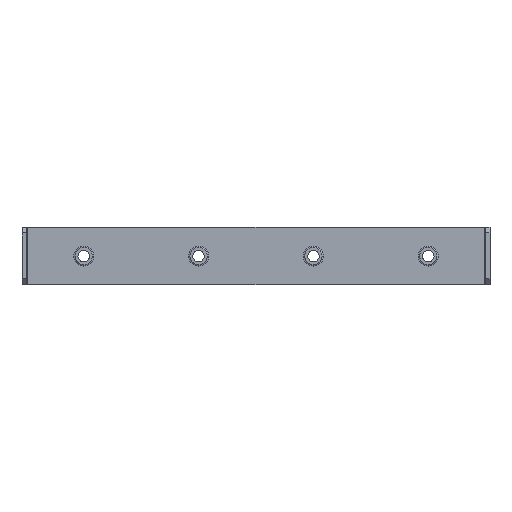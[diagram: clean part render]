
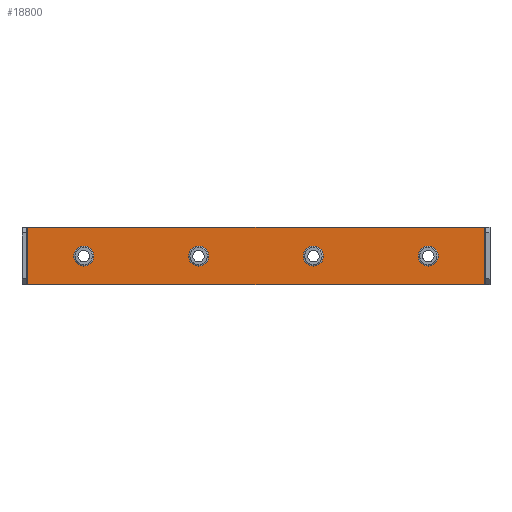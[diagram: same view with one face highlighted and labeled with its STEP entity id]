
A CAD part, top view. The second image highlights one B-rep face of the part: STEP entity #18800.
In plain terms, the highlighted planar face has unit normal (0, 0, 1).
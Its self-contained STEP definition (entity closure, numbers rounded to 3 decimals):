
#600=CARTESIAN_POINT('',(-79.,8.4,-13.2));
#610=VERTEX_POINT('',#600);
#640=CARTESIAN_POINT('',(-18.,8.4,-13.2));
#650=DIRECTION('',(-1.,0.,0.));
#660=VECTOR('',#650,1.);
#670=LINE('',#640,#660);
#680=CARTESIAN_POINT('',(80.,8.4,-13.2));
#690=VERTEX_POINT('',#680);
#700=EDGE_CURVE('',#690,#610,#670,.T.);
#15150=CARTESIAN_POINT('',(-79.,28.4,-13.2));
#15160=VERTEX_POINT('',#15150);
#15190=CARTESIAN_POINT('',(-79.,22.324,-13.2));
#15200=DIRECTION('',(0.,-1.,0.));
#15210=VECTOR('',#15200,1.);
#15220=LINE('',#15190,#15210);
#15230=EDGE_CURVE('',#15160,#610,#15220,.T.);
#17570=CARTESIAN_POINT('',(-59.5,18.4,-13.2));
#17580=DIRECTION('',(0.,0.,-1.));
#17590=DIRECTION('',(0.,1.,0.));
#17600=AXIS2_PLACEMENT_3D('',#17570,#17580,#17590);
#17610=CIRCLE('',#17600,3.5);
#17620=CARTESIAN_POINT('',(-56.,18.4,-13.2));
#17630=VERTEX_POINT('',#17620);
#17640=CARTESIAN_POINT('',(-59.5,14.9,-13.2));
#17650=VERTEX_POINT('',#17640);
#17660=EDGE_CURVE('',#17630,#17650,#17610,.T.);
#17850=CARTESIAN_POINT('',(-59.5,21.9,-13.2));
#17860=VERTEX_POINT('',#17850);
#17890=EDGE_CURVE('',#17860,#17630,#17610,.T.);
#17940=CARTESIAN_POINT('',(-62.456,49.882,-13.2));
#17950=DIRECTION('',(0.,0.,-1.));
#17960=DIRECTION('',(1.,0.,0.));
#17970=AXIS2_PLACEMENT_3D('',#17940,#17950,#17960);
#17980=PLANE('',#17970);
#17990=CARTESIAN_POINT('',(60.5,18.4,-13.2));
#18000=DIRECTION('',(0.,0.,-1.));
#18010=DIRECTION('',(0.,1.,0.));
#18020=AXIS2_PLACEMENT_3D('',#17990,#18000,#18010);
#18030=CIRCLE('',#18020,3.5);
#18040=CARTESIAN_POINT('',(60.5,14.9,-13.2));
#18050=VERTEX_POINT('',#18040);
#18060=CARTESIAN_POINT('',(60.5,21.9,-13.2));
#18070=VERTEX_POINT('',#18060);
#18080=EDGE_CURVE('',#18050,#18070,#18030,.T.);
#18090=ORIENTED_EDGE('',*,*,#18080,.T.);
#18100=CARTESIAN_POINT('',(64.,18.4,-13.2));
#18110=VERTEX_POINT('',#18100);
#18120=EDGE_CURVE('',#18110,#18050,#18030,.T.);
#18130=ORIENTED_EDGE('',*,*,#18120,.T.);
#18140=EDGE_CURVE('',#18070,#18110,#18030,.T.);
#18150=ORIENTED_EDGE('',*,*,#18140,.T.);
#18160=EDGE_LOOP('',(#18150,#18130,#18090));
#18170=FACE_BOUND('',#18160,.T.);
#18180=CARTESIAN_POINT('',(20.5,18.4,-13.2));
#18190=DIRECTION('',(0.,0.,-1.));
#18200=DIRECTION('',(0.,1.,0.));
#18210=AXIS2_PLACEMENT_3D('',#18180,#18190,#18200);
#18220=CIRCLE('',#18210,3.5);
#18230=CARTESIAN_POINT('',(20.5,14.9,-13.2));
#18240=VERTEX_POINT('',#18230);
#18250=CARTESIAN_POINT('',(20.5,21.9,-13.2));
#18260=VERTEX_POINT('',#18250);
#18270=EDGE_CURVE('',#18240,#18260,#18220,.T.);
#18280=ORIENTED_EDGE('',*,*,#18270,.T.);
#18290=CARTESIAN_POINT('',(24.,18.4,-13.2));
#18300=VERTEX_POINT('',#18290);
#18310=EDGE_CURVE('',#18300,#18240,#18220,.T.);
#18320=ORIENTED_EDGE('',*,*,#18310,.T.);
#18330=EDGE_CURVE('',#18260,#18300,#18220,.T.);
#18340=ORIENTED_EDGE('',*,*,#18330,.T.);
#18350=EDGE_LOOP('',(#18340,#18320,#18280));
#18360=FACE_BOUND('',#18350,.T.);
#18370=CARTESIAN_POINT('',(-19.5,18.4,-13.2));
#18380=DIRECTION('',(0.,0.,-1.));
#18390=DIRECTION('',(0.,1.,0.));
#18400=AXIS2_PLACEMENT_3D('',#18370,#18380,#18390);
#18410=CIRCLE('',#18400,3.5);
#18420=CARTESIAN_POINT('',(-19.5,14.9,-13.2));
#18430=VERTEX_POINT('',#18420);
#18440=CARTESIAN_POINT('',(-19.5,21.9,-13.2));
#18450=VERTEX_POINT('',#18440);
#18460=EDGE_CURVE('',#18430,#18450,#18410,.T.);
#18470=ORIENTED_EDGE('',*,*,#18460,.T.);
#18480=CARTESIAN_POINT('',(-16.,18.4,-13.2));
#18490=VERTEX_POINT('',#18480);
#18500=EDGE_CURVE('',#18490,#18430,#18410,.T.);
#18510=ORIENTED_EDGE('',*,*,#18500,.T.);
#18520=EDGE_CURVE('',#18450,#18490,#18410,.T.);
#18530=ORIENTED_EDGE('',*,*,#18520,.T.);
#18540=EDGE_LOOP('',(#18530,#18510,#18470));
#18550=FACE_BOUND('',#18540,.T.);
#18560=EDGE_CURVE('',#17650,#17860,#17610,.T.);
#18570=ORIENTED_EDGE('',*,*,#18560,.T.);
#18580=ORIENTED_EDGE('',*,*,#17660,.T.);
#18590=ORIENTED_EDGE('',*,*,#17890,.T.);
#18600=EDGE_LOOP('',(#18590,#18580,#18570));
#18610=FACE_BOUND('',#18600,.T.);
#18620=ORIENTED_EDGE('',*,*,#15230,.T.);
#18630=CARTESIAN_POINT('',(-68.,28.4,-13.2));
#18640=DIRECTION('',(1.,0.,0.));
#18650=VECTOR('',#18640,1.);
#18660=LINE('',#18630,#18650);
#18670=CARTESIAN_POINT('',(80.,28.4,-13.2));
#18680=VERTEX_POINT('',#18670);
#18690=EDGE_CURVE('',#15160,#18680,#18660,.T.);
#18700=ORIENTED_EDGE('',*,*,#18690,.F.);
#18710=CARTESIAN_POINT('',(80.,22.324,-13.2));
#18720=DIRECTION('',(0.,-1.,0.));
#18730=VECTOR('',#18720,1.);
#18740=LINE('',#18710,#18730);
#18750=EDGE_CURVE('',#18680,#690,#18740,.T.);
#18760=ORIENTED_EDGE('',*,*,#18750,.F.);
#18770=ORIENTED_EDGE('',*,*,#700,.F.);
#18780=EDGE_LOOP('',(#18770,#18760,#18700,#18620));
#18790=FACE_OUTER_BOUND('',#18780,.T.);
#18800=ADVANCED_FACE('',(#18170,#18360,#18550,#18610,#18790),#17980,.F.)
;
